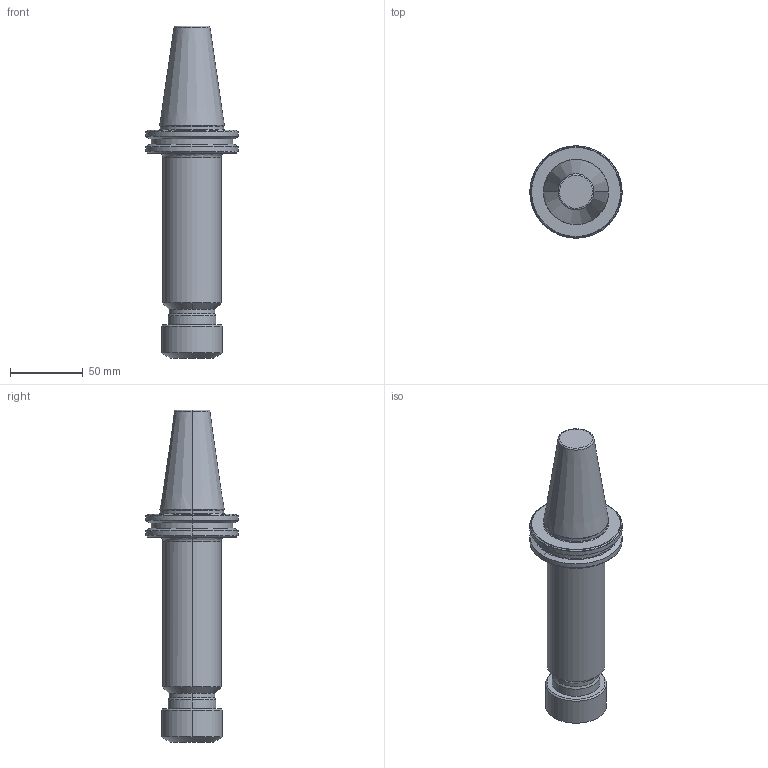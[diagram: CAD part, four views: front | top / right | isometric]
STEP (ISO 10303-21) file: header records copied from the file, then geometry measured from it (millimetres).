
FILE_DESCRIPTION (( 'STEP AP203' ), '1' );
FILE_NAME ('SK 40 ER 25 160 AD-6.3G15000 SL.STEP', '2019-04-25T08:58:32', ( '' ), ( '' ), 'SwSTEP 2.0', 'SolidWorks 2014', '' );
FILE_SCHEMA (( 'CONFIG_CONTROL_DESIGN' ));
Length unit declared in the file: millimetre
Products named in the file (1): SK 40 ER 25 160 AD-6.3G15000 SL
Bounding box: 63.5 x 63.5 x 228.4 mm (x, y, z)
Volume: 290471.6 mm3; surface area: 34756.5 mm2
Topology: 1 solids, 1 shells, 79 faces, 190 edges, 118 vertices
Faces by surface type: bspline 24, cone 20, cylinder 16, torus 12, plane 7
Entity records: 3491 total; most frequent: CARTESIAN_POINT 1653, ORIENTED_EDGE 380, DIRECTION 374, EDGE_CURVE 190, AXIS2_PLACEMENT_3D 169, VERTEX_POINT 118, CIRCLE 113, EDGE_LOOP 84
